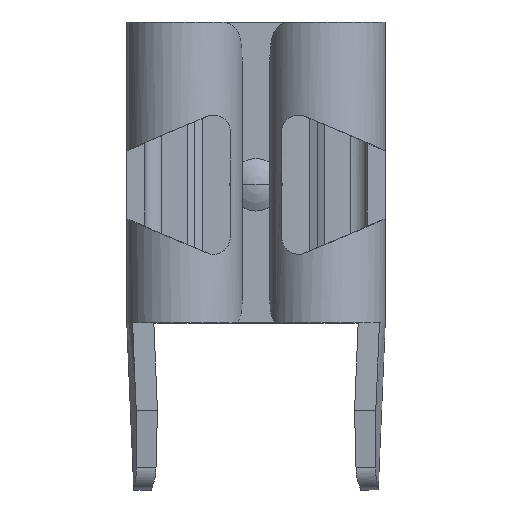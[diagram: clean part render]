
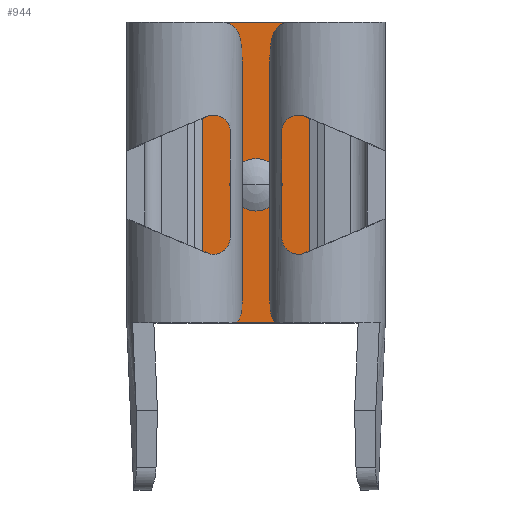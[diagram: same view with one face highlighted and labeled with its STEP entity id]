
A CAD part, top view. The second image highlights one B-rep face of the part: STEP entity #944.
In plain terms, the highlighted planar face has unit normal (0, 0, 1).
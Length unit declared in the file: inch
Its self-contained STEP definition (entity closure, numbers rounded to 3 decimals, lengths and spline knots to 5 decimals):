
#488 = EDGE_CURVE ( 'NONE', #489, #572, #1913, .T. ) ;
#489 = VERTEX_POINT ( 'NONE', #1909 ) ;
#572 = VERTEX_POINT ( 'NONE', #2082 ) ;
#629 = VERTEX_POINT ( 'NONE', #2372 ) ;
#631 = EDGE_CURVE ( 'NONE', #629, #635, #2371, .T. ) ;
#635 = VERTEX_POINT ( 'NONE', #2359 ) ;
#711 = VERTEX_POINT ( 'NONE', #2509 ) ;
#752 = EDGE_CURVE ( 'NONE', #753, #711, #2491, .T. ) ;
#753 = VERTEX_POINT ( 'NONE', #2487 ) ;
#941 = EDGE_CURVE ( 'NONE', #572, #489, #2703, .T. ) ;
#942 = EDGE_LOOP ( 'NONE', ( #943, #1074, #1076, #1067 ) ) ;
#943 = ORIENTED_EDGE ( 'NONE', *, *, #631, .F. ) ;
#944 = ADVANCED_FACE ( 'NONE', ( #2698, #2697 ), #2696, .T. ) ;
#1041 = EDGE_LOOP ( 'NONE', ( #1070, #1071 ) ) ;
#1066 = EDGE_CURVE ( 'NONE', #711, #635, #2928, .T. ) ;
#1067 = ORIENTED_EDGE ( 'NONE', *, *, #1066, .T. ) ;
#1070 = ORIENTED_EDGE ( 'NONE', *, *, #488, .F. ) ;
#1071 = ORIENTED_EDGE ( 'NONE', *, *, #941, .F. ) ;
#1074 = ORIENTED_EDGE ( 'NONE', *, *, #1075, .F. ) ;
#1075 = EDGE_CURVE ( 'NONE', #753, #629, #2918, .T. ) ;
#1076 = ORIENTED_EDGE ( 'NONE', *, *, #752, .T. ) ;
#1909 = CARTESIAN_POINT ( 'NONE',  ( 0.0235, 0.124, 0.01288 ) ) ;
#1910 = DIRECTION ( 'NONE',  ( 1., 0., 0. ) ) ;
#1911 = DIRECTION ( 'NONE',  ( 0., 0., 1. ) ) ;
#1912 = AXIS2_PLACEMENT_3D ( 'NONE', #1918, #1911, #1910 ) ;
#1913 = CIRCLE ( 'NONE', #1912, 0.0235 ) ;
#1918 = CARTESIAN_POINT ( 'NONE',  ( 0., 0.124, 0.01288 ) ) ;
#2082 = CARTESIAN_POINT ( 'NONE',  ( -0.0235, 0.124, 0.01288 ) ) ;
#2359 = CARTESIAN_POINT ( 'NONE',  ( 0.04806, 0.27, 0.01288 ) ) ;
#2368 = DIRECTION ( 'NONE',  ( 1., 0., 0. ) ) ;
#2369 = VECTOR ( 'NONE', #2368, 39.37008 ) ;
#2370 = CARTESIAN_POINT ( 'NONE',  ( -0.04806, 0.27, 0.01288 ) ) ;
#2371 = LINE ( 'NONE', #2370, #2369 ) ;
#2372 = CARTESIAN_POINT ( 'NONE',  ( -0.04806, 0.27, 0.01288 ) ) ;
#2487 = CARTESIAN_POINT ( 'NONE',  ( -0.04806, 0., 0.01288 ) ) ;
#2488 = DIRECTION ( 'NONE',  ( 1., 0., 0. ) ) ;
#2489 = VECTOR ( 'NONE', #2488, 39.37008 ) ;
#2490 = CARTESIAN_POINT ( 'NONE',  ( -0.04806, 0., 0.01288 ) ) ;
#2491 = LINE ( 'NONE', #2490, #2489 ) ;
#2509 = CARTESIAN_POINT ( 'NONE',  ( 0.04806, 0., 0.01288 ) ) ;
#2692 = DIRECTION ( 'NONE',  ( 1., 0., 0. ) ) ;
#2693 = DIRECTION ( 'NONE',  ( 0., 0., 1. ) ) ;
#2694 = CARTESIAN_POINT ( 'NONE',  ( -0.04806, 0., 0.01288 ) ) ;
#2695 = AXIS2_PLACEMENT_3D ( 'NONE', #2694, #2693, #2692 ) ;
#2696 = PLANE ( 'NONE',  #2695 ) ;
#2697 = FACE_OUTER_BOUND ( 'NONE', #942, .T. ) ;
#2698 = FACE_BOUND ( 'NONE', #1041, .T. ) ;
#2699 = DIRECTION ( 'NONE',  ( 1., 0., 0. ) ) ;
#2700 = DIRECTION ( 'NONE',  ( 0., 0., 1. ) ) ;
#2701 = CARTESIAN_POINT ( 'NONE',  ( 0., 0.124, 0.01288 ) ) ;
#2702 = AXIS2_PLACEMENT_3D ( 'NONE', #2701, #2700, #2699 ) ;
#2703 = CIRCLE ( 'NONE', #2702, 0.0235 ) ;
#2915 = DIRECTION ( 'NONE',  ( 0., 1., 0. ) ) ;
#2916 = VECTOR ( 'NONE', #2915, 39.37008 ) ;
#2917 = CARTESIAN_POINT ( 'NONE',  ( -0.04806, 0., 0.01288 ) ) ;
#2918 = LINE ( 'NONE', #2917, #2916 ) ;
#2925 = DIRECTION ( 'NONE',  ( 0., 1., 0. ) ) ;
#2926 = VECTOR ( 'NONE', #2925, 39.37008 ) ;
#2927 = CARTESIAN_POINT ( 'NONE',  ( 0.04806, 0., 0.01288 ) ) ;
#2928 = LINE ( 'NONE', #2927, #2926 ) ;
